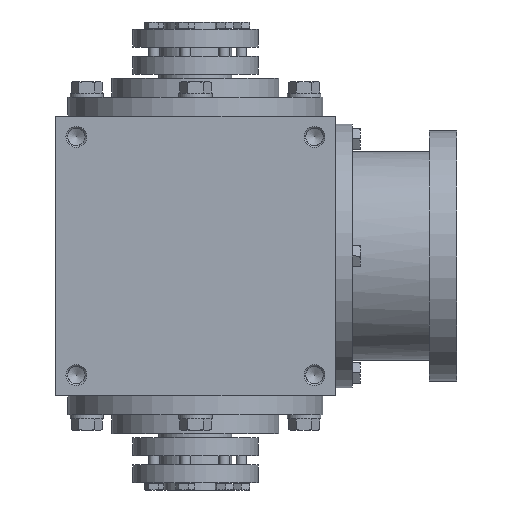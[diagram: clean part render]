
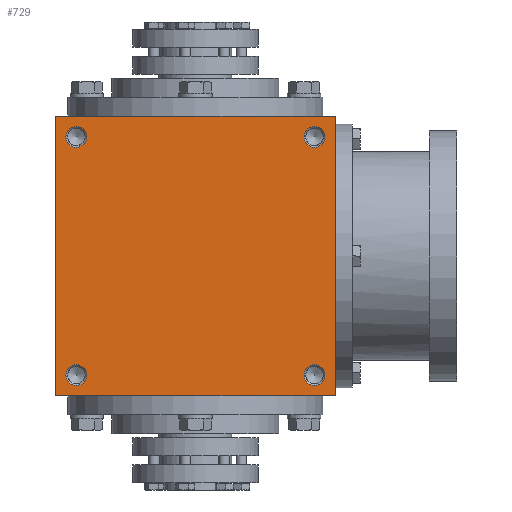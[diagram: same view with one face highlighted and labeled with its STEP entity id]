
A CAD part, front view. The second image highlights one B-rep face of the part: STEP entity #729.
In plain terms, the highlighted planar face has unit normal (0, -1, 0).
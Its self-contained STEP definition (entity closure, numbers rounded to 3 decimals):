
#729 = ADVANCED_FACE( '', ( #1571, #1572, #1573, #1574, #1575 ), #1576, .F. );
#1571 = FACE_BOUND( '', #2689, .T. );
#1572 = FACE_BOUND( '', #2690, .T. );
#1573 = FACE_BOUND( '', #2691, .T. );
#1574 = FACE_BOUND( '', #2692, .T. );
#1575 = FACE_OUTER_BOUND( '', #2693, .T. );
#1576 = PLANE( '', #2694 );
#2689 = EDGE_LOOP( '', ( #4263 ) );
#2690 = EDGE_LOOP( '', ( #4264 ) );
#2691 = EDGE_LOOP( '', ( #4265 ) );
#2692 = EDGE_LOOP( '', ( #4266 ) );
#2693 = EDGE_LOOP( '', ( #4267, #4268, #4269, #4270 ) );
#2694 = AXIS2_PLACEMENT_3D( '', #4271, #4272, #4273 );
#4263 = ORIENTED_EDGE( '', *, *, #5737, .T. );
#4264 = ORIENTED_EDGE( '', *, *, #6071, .T. );
#4265 = ORIENTED_EDGE( '', *, *, #6179, .F. );
#4266 = ORIENTED_EDGE( '', *, *, #6180, .F. );
#4267 = ORIENTED_EDGE( '', *, *, #6181, .T. );
#4268 = ORIENTED_EDGE( '', *, *, #6182, .F. );
#4269 = ORIENTED_EDGE( '', *, *, #6183, .F. );
#4270 = ORIENTED_EDGE( '', *, *, #6184, .T. );
#4271 = CARTESIAN_POINT( '', ( -67., -67., 67. ) );
#4272 = DIRECTION( '', ( 0., 1., 0. ) );
#4273 = DIRECTION( '', ( 0., 0., 1. ) );
#5737 = EDGE_CURVE( '', #6610, #6610, #6611, .T. );
#6071 = EDGE_CURVE( '', #7154, #7154, #7155, .T. );
#6179 = EDGE_CURVE( '', #7312, #7312, #7313, .T. );
#6180 = EDGE_CURVE( '', #7314, #7314, #7315, .T. );
#6181 = EDGE_CURVE( '', #7316, #7317, #7318, .T. );
#6182 = EDGE_CURVE( '', #7319, #7317, #7320, .T. );
#6183 = EDGE_CURVE( '', #7321, #7319, #7322, .T. );
#6184 = EDGE_CURVE( '', #7321, #7316, #7323, .T. );
#6610 = VERTEX_POINT( '', #7853 );
#6611 = CIRCLE( '', #7854, 5. );
#7154 = VERTEX_POINT( '', #8675 );
#7155 = CIRCLE( '', #8676, 5. );
#7312 = VERTEX_POINT( '', #8948 );
#7313 = CIRCLE( '', #8949, 5. );
#7314 = VERTEX_POINT( '', #8950 );
#7315 = CIRCLE( '', #8951, 5. );
#7316 = VERTEX_POINT( '', #8952 );
#7317 = VERTEX_POINT( '', #8953 );
#7318 = LINE( '', #8954, #8955 );
#7319 = VERTEX_POINT( '', #8956 );
#7320 = LINE( '', #8957, #8958 );
#7321 = VERTEX_POINT( '', #8959 );
#7322 = LINE( '', #8960, #8961 );
#7323 = LINE( '', #8962, #8963 );
#7853 = CARTESIAN_POINT( '', ( -57., -67., -52. ) );
#7854 = AXIS2_PLACEMENT_3D( '', #9690, #9691, #9692 );
#8675 = CARTESIAN_POINT( '', ( -57., -67., 62. ) );
#8676 = AXIS2_PLACEMENT_3D( '', #10167, #10168, #10169 );
#8948 = CARTESIAN_POINT( '', ( 57., -67., -62. ) );
#8949 = AXIS2_PLACEMENT_3D( '', #10297, #10298, #10299 );
#8950 = CARTESIAN_POINT( '', ( 57., -67., 52. ) );
#8951 = AXIS2_PLACEMENT_3D( '', #10300, #10301, #10302 );
#8952 = CARTESIAN_POINT( '', ( -67., -67., -67. ) );
#8953 = CARTESIAN_POINT( '', ( 67., -67., -67. ) );
#8954 = CARTESIAN_POINT( '', ( -67., -67., -67. ) );
#8955 = VECTOR( '', #10303, 1000. );
#8956 = CARTESIAN_POINT( '', ( 67., -67., 67. ) );
#8957 = CARTESIAN_POINT( '', ( 67., -67., 67. ) );
#8958 = VECTOR( '', #10304, 1000. );
#8959 = CARTESIAN_POINT( '', ( -67., -67., 67. ) );
#8960 = CARTESIAN_POINT( '', ( -67., -67., 67. ) );
#8961 = VECTOR( '', #10305, 1000. );
#8962 = CARTESIAN_POINT( '', ( -67., -67., 67. ) );
#8963 = VECTOR( '', #10306, 1000. );
#9690 = CARTESIAN_POINT( '', ( -57., -67., -57. ) );
#9691 = DIRECTION( '', ( 0., 1., 0. ) );
#9692 = DIRECTION( '', ( 0., 0., 1. ) );
#10167 = CARTESIAN_POINT( '', ( -57., -67., 57. ) );
#10168 = DIRECTION( '', ( 0., 1., 0. ) );
#10169 = DIRECTION( '', ( 0., 0., 1. ) );
#10297 = CARTESIAN_POINT( '', ( 57., -67., -57. ) );
#10298 = DIRECTION( '', ( 0., -1., 0. ) );
#10299 = DIRECTION( '', ( 0., 0., -1. ) );
#10300 = CARTESIAN_POINT( '', ( 57., -67., 57. ) );
#10301 = DIRECTION( '', ( 0., -1., 0. ) );
#10302 = DIRECTION( '', ( 0., 0., -1. ) );
#10303 = DIRECTION( '', ( 1., 0., 0. ) );
#10304 = DIRECTION( '', ( 0., 0., -1. ) );
#10305 = DIRECTION( '', ( 1., 0., 0. ) );
#10306 = DIRECTION( '', ( 0., 0., -1. ) );
